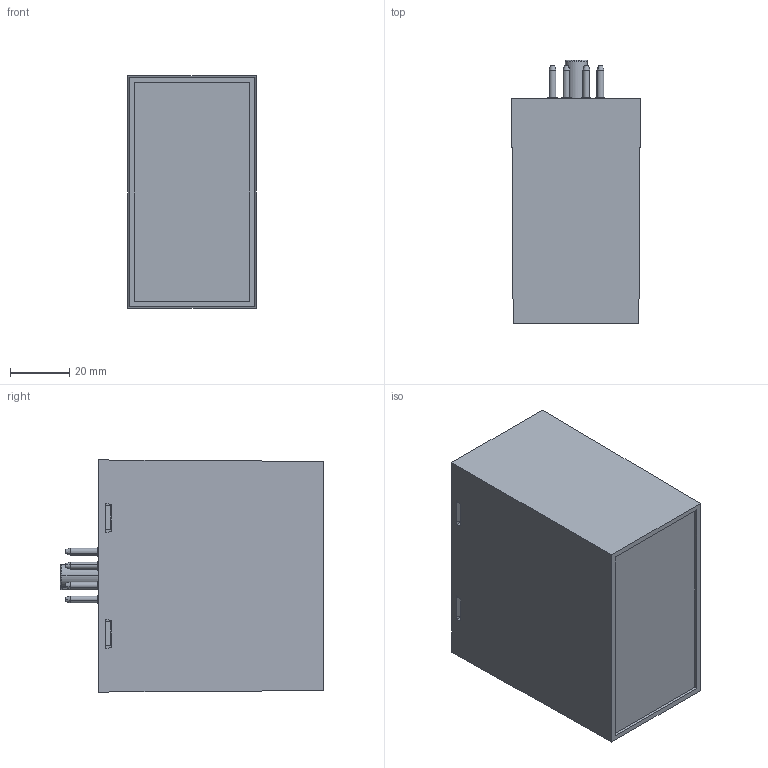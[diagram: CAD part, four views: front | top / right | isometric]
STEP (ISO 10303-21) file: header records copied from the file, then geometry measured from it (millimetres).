
FILE_DESCRIPTION (( 'STEP AP214' ), '1' );
FILE_NAME ('TPC-43-03.STEP', '2022-01-17T12:45:05', ( '' ), ( '' ), 'SwSTEP 2.0', 'SolidWorks 2017', '' );
FILE_SCHEMA (( 'AUTOMOTIVE_DESIGN' ));
Length unit declared in the file: millimetre
Products named in the file (20): TPC-43-03; BasePlate-8Pins; PCB-Vertical-Plug-In; Pin; BasePCB8Pins-TPP-43-1; TopCover-TTP-43; Baseplate-8pins-TBP-43-8
Assembly tree (14 placements, depth 3):
  TPC-43-03
    TopCover-TTP-43
    Baseplate-8pins-TBP-43-8
      BasePlate-8Pins
      Pin  x8
      BasePCB8Pins-TPP-43-1
    PCB-Vertical-Plug-In  x2
  Pin
  Pin
  Pin
  Pin
Bounding box: 43.5 x 89 x 78.5 mm (x, y, z)
Volume: 65186.5 mm3; surface area: 80335.7 mm2
Topology: 13 solids, 13 shells, 327 faces, 736 edges, 476 vertices
Faces by surface type: plane 164, cylinder 126, cone 32, torus 3, sphere 2
Entity records: 6542 total; most frequent: DIRECTION 1083, CARTESIAN_POINT 1065, ORIENTED_EDGE 996, EDGE_CURVE 498, AXIS2_PLACEMENT_3D 368, VECTOR 347, LINE 347, VERTEX_POINT 328
